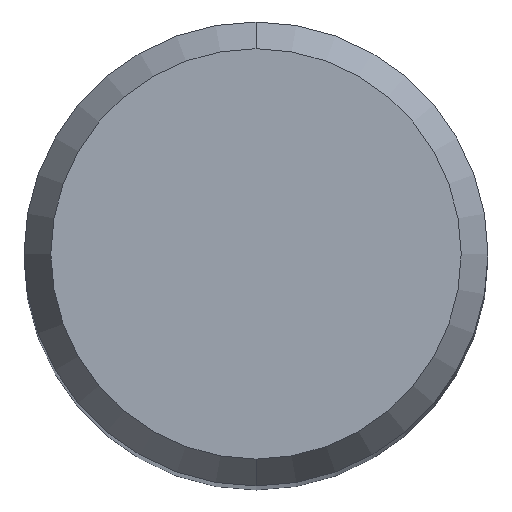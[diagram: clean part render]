
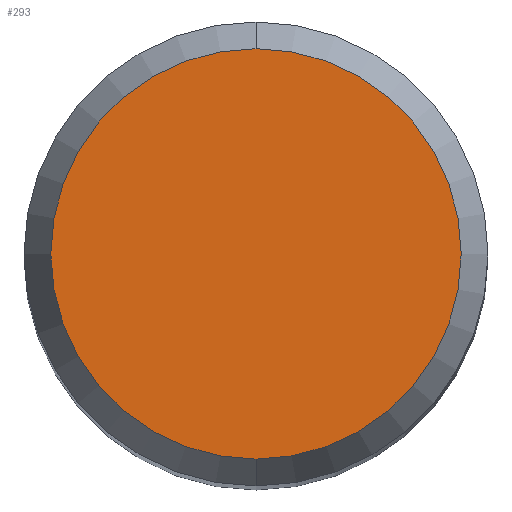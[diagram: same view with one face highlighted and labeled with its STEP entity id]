
A CAD part, top view. The second image highlights one B-rep face of the part: STEP entity #293.
In plain terms, the highlighted planar face has unit normal (0, 0, 1).
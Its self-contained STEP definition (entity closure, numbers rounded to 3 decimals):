
#183=VERTEX_POINT('',#474);
#221=EDGE_CURVE('',#357,#183,#514,.T.);
#293=ADVANCED_FACE('',(#595),#596,.T.);
#303=EDGE_CURVE('',#183,#357,#607,.T.);
#357=VERTEX_POINT('',#664);
#474=CARTESIAN_POINT('',(0.0,3.538,0.0));
#514=CIRCLE('',#885,3.538);
#595=FACE_OUTER_BOUND('',#1045,.T.);
#596=PLANE('',#1046);
#607=CIRCLE('',#1063,3.538);
#664=CARTESIAN_POINT('',(0.,-3.538,0.0));
#885=AXIS2_PLACEMENT_3D('',#1420,#1421,#1422);
#1045=EDGE_LOOP('',(#1544,#1545));
#1046=AXIS2_PLACEMENT_3D('',#1546,#1547,#1548);
#1063=AXIS2_PLACEMENT_3D('',#1562,#1563,#1564);
#1420=CARTESIAN_POINT('',(0.0,0.0,0.0));
#1421=DIRECTION('',(0.0,0.0,-1.0));
#1422=DIRECTION('',(0.0,1.0,0.0));
#1544=ORIENTED_EDGE('',*,*,#303,.F.);
#1545=ORIENTED_EDGE('',*,*,#221,.F.);
#1546=CARTESIAN_POINT('',(0.0,1.769,0.0));
#1547=DIRECTION('',(-0.0,0.0,1.0));
#1548=DIRECTION('',(0.0,-1.0,0.0));
#1562=CARTESIAN_POINT('',(0.0,0.0,0.0));
#1563=DIRECTION('',(0.0,0.0,-1.0));
#1564=DIRECTION('',(0.0,1.0,0.0));
